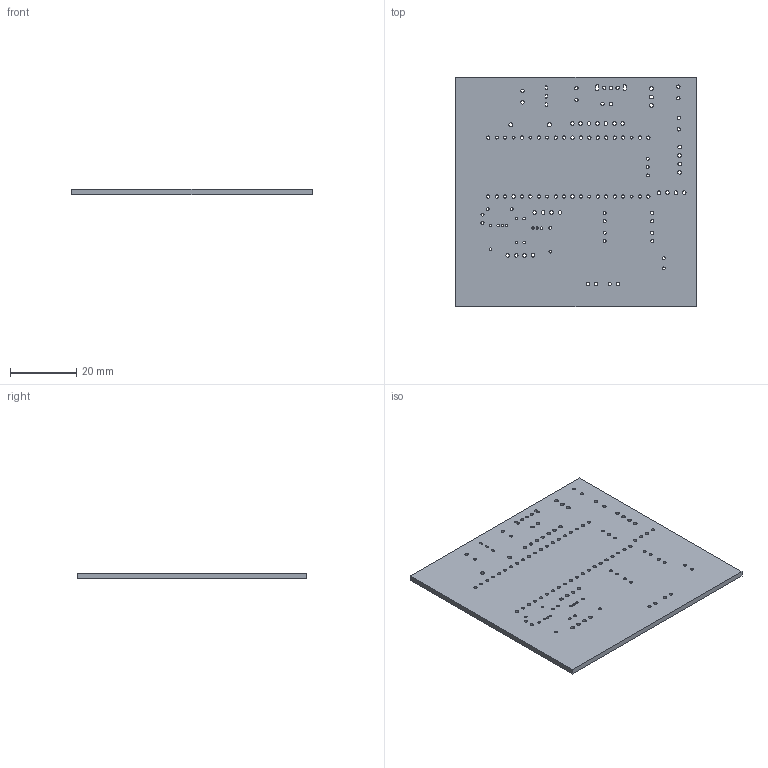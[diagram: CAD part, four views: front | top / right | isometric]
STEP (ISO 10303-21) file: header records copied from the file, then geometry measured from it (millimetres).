
FILE_DESCRIPTION(('Designed by EasyEDA Pro'),'2;1');
FILE_NAME('Open CASCADE Shape Model','2025-11-12T13:40:59',('Author'),( 'Open CASCADE'),'Open CASCADE STEP processor 7.8','Open CASCADE 7.8' ,'Unknown');
FILE_SCHEMA(('AUTOMOTIVE_DESIGN { 1 0 10303 214 1 1 1 1 }'));
Length unit declared in the file: millimetre
Products named in the file (6): EasyEDA PCB Model~1pnl; Board~1pnl; TopCopper~1pnl; BottomCopper~1pnl; TopFpcStiffener~1pnl; BottomFpcStiffener~1pnl
Assembly tree (5 placements, depth 2):
  EasyEDA PCB Model~1pnl
    Board~1pnl
    TopCopper~1pnl
    BottomCopper~1pnl
    TopFpcStiffener~1pnl
    BottomFpcStiffener~1pnl
Bounding box: 72.36 x 69.19 x 1.6 mm (x, y, z)
Volume: 7861.9 mm3; surface area: 10879.9 mm2
Topology: 1 solids, 1 shells, 258 faces, 768 edges, 512 vertices
Faces by surface type: cylinder 242, plane 16
Entity records: 11344 total; most frequent: DIRECTION 1780, CARTESIAN_POINT 1544, ORIENTED_EDGE 1536, EDGE_CURVE 768, AXIS2_PLACEMENT_3D 748, VERTEX_POINT 512, FACE_BOUND 500, EDGE_LOOP 500
